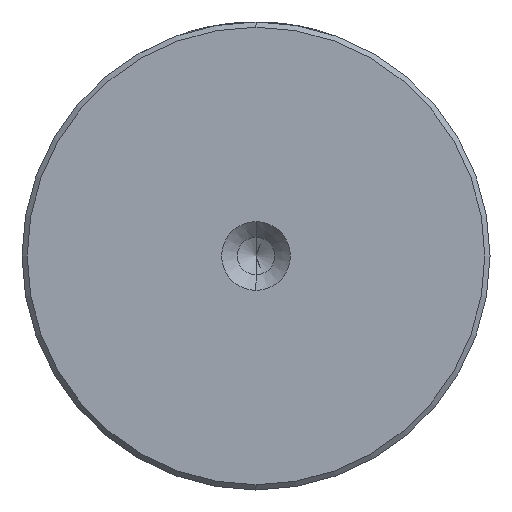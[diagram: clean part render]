
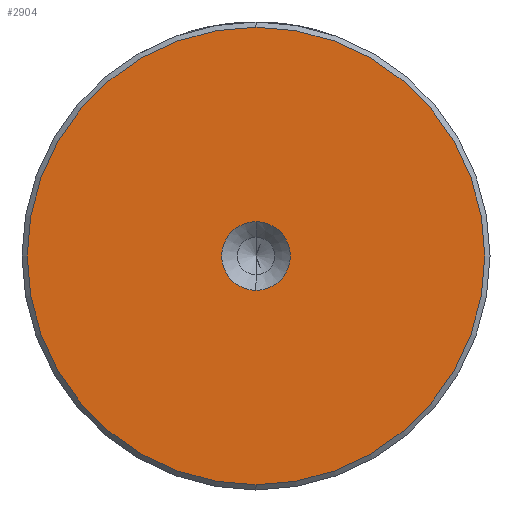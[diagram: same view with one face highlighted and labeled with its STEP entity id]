
A CAD part, left-side view. The second image highlights one B-rep face of the part: STEP entity #2904.
In plain terms, the highlighted planar face has unit normal (-1, 0, 0).
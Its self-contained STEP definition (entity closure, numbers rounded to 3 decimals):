
#14 = VERTEX_POINT ( 'NONE', #81 ) ;
#81 = CARTESIAN_POINT ( 'NONE',  ( 0., 0., 3.3 ) ) ;
#167 = FACE_OUTER_BOUND ( 'NONE', #2889, .T. ) ;
#253 = CARTESIAN_POINT ( 'NONE',  ( 0., 0., 0. ) ) ;
#334 = CIRCLE ( 'NONE', #3075, 22. ) ;
#400 = DIRECTION ( 'NONE',  ( -1., 0., 0. ) ) ;
#461 = CIRCLE ( 'NONE', #843, 3.3 ) ;
#582 = VERTEX_POINT ( 'NONE', #1771 ) ;
#603 = CARTESIAN_POINT ( 'NONE',  ( 0., 0., 0. ) ) ;
#610 = ORIENTED_EDGE ( 'NONE', *, *, #2479, .T. ) ;
#719 = EDGE_CURVE ( 'NONE', #2402, #14, #3263, .T. ) ;
#809 = CARTESIAN_POINT ( 'NONE',  ( 0., 0., 0. ) ) ;
#843 = AXIS2_PLACEMENT_3D ( 'NONE', #603, #2364, #852 ) ;
#850 = FACE_BOUND ( 'NONE', #1461, .T. ) ;
#852 = DIRECTION ( 'NONE',  ( 0., 0., 1. ) ) ;
#1027 = DIRECTION ( 'NONE',  ( 0., 0., 1. ) ) ;
#1058 = DIRECTION ( 'NONE',  ( 0., 0., 1. ) ) ;
#1218 = AXIS2_PLACEMENT_3D ( 'NONE', #253, #2533, #1027 ) ;
#1292 = DIRECTION ( 'NONE',  ( -1., 0., 0. ) ) ;
#1459 = EDGE_CURVE ( 'NONE', #14, #2402, #461, .T. ) ;
#1461 = EDGE_LOOP ( 'NONE', ( #2458, #1903 ) ) ;
#1662 = AXIS2_PLACEMENT_3D ( 'NONE', #2807, #1292, #3072 ) ;
#1705 = ORIENTED_EDGE ( 'NONE', *, *, #2356, .T. ) ;
#1771 = CARTESIAN_POINT ( 'NONE',  ( 0., 0., -22. ) ) ;
#1859 = VERTEX_POINT ( 'NONE', #2731 ) ;
#1903 = ORIENTED_EDGE ( 'NONE', *, *, #719, .F. ) ;
#1924 = CARTESIAN_POINT ( 'NONE',  ( 0., 0., 0. ) ) ;
#1937 = CARTESIAN_POINT ( 'NONE',  ( 0., 0., -3.3 ) ) ;
#2025 = PLANE ( 'NONE',  #1218 ) ;
#2180 = DIRECTION ( 'NONE',  ( 0., 0., 1. ) ) ;
#2356 = EDGE_CURVE ( 'NONE', #582, #1859, #334, .T. ) ;
#2364 = DIRECTION ( 'NONE',  ( -1., 0., 0. ) ) ;
#2402 = VERTEX_POINT ( 'NONE', #1937 ) ;
#2458 = ORIENTED_EDGE ( 'NONE', *, *, #1459, .F. ) ;
#2479 = EDGE_CURVE ( 'NONE', #1859, #582, #2550, .T. ) ;
#2533 = DIRECTION ( 'NONE',  ( -1., 0., 0. ) ) ;
#2550 = CIRCLE ( 'NONE', #1662, 22. ) ;
#2566 = DIRECTION ( 'NONE',  ( -1., 0., 0. ) ) ;
#2731 = CARTESIAN_POINT ( 'NONE',  ( 0., 0., 22. ) ) ;
#2807 = CARTESIAN_POINT ( 'NONE',  ( 0., 0., 0. ) ) ;
#2889 = EDGE_LOOP ( 'NONE', ( #1705, #610 ) ) ;
#2904 = ADVANCED_FACE ( 'NONE', ( #167, #850 ), #2025, .T. ) ;
#3072 = DIRECTION ( 'NONE',  ( 0., 0., 1. ) ) ;
#3075 = AXIS2_PLACEMENT_3D ( 'NONE', #1924, #400, #2180 ) ;
#3263 = CIRCLE ( 'NONE', #3311, 3.3 ) ;
#3311 = AXIS2_PLACEMENT_3D ( 'NONE', #809, #2566, #1058 ) ;
